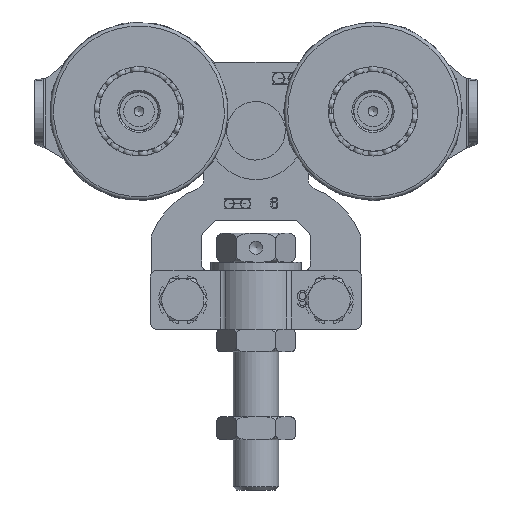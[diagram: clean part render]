
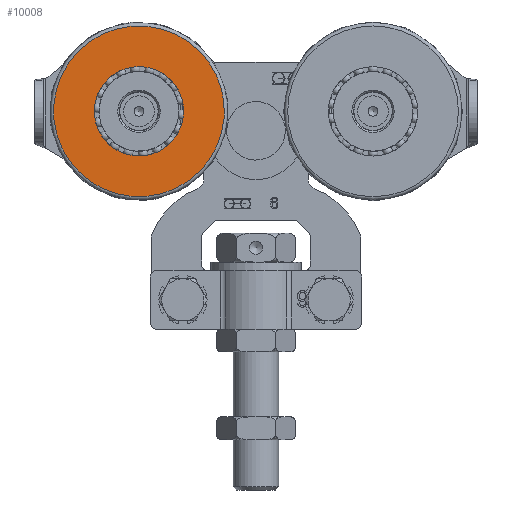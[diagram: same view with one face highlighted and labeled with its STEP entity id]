
A CAD part, front view. The second image highlights one B-rep face of the part: STEP entity #10008.
In plain terms, the highlighted face is planar.
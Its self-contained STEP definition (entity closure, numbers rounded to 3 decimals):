
#529=FACE_BOUND('',#1877,.T.);
#673=PLANE('',#11010);
#1258=FACE_OUTER_BOUND('',#1876,.T.);
#1876=EDGE_LOOP('',(#8008));
#1877=EDGE_LOOP('',(#8009));
#4082=CIRCLE('',#11008,26.262);
#4084=CIRCLE('',#11011,13.75);
#4757=VERTEX_POINT('',#17986);
#4758=VERTEX_POINT('',#17990);
#5930=EDGE_CURVE('',#4757,#4757,#4082,.T.);
#5932=EDGE_CURVE('',#4758,#4758,#4084,.T.);
#8008=ORIENTED_EDGE('',*,*,#5930,.F.);
#8009=ORIENTED_EDGE('',*,*,#5932,.T.);
#10008=ADVANCED_FACE('',(#1258,#529),#673,.T.);
#11008=AXIS2_PLACEMENT_3D('',#17987,#12650,#12651);
#11010=AXIS2_PLACEMENT_3D('',#17989,#12654,#12655);
#11011=AXIS2_PLACEMENT_3D('',#17991,#12656,#12657);
#12650=DIRECTION('center_axis',(1.,0.,0.));
#12651=DIRECTION('ref_axis',(0.,0.,-1.));
#12654=DIRECTION('center_axis',(-1.,0.,0.));
#12655=DIRECTION('ref_axis',(0.,0.,1.));
#12656=DIRECTION('center_axis',(1.,0.,0.));
#12657=DIRECTION('ref_axis',(0.,0.,-1.));
#17986=CARTESIAN_POINT('',(0.,0.,-26.262));
#17987=CARTESIAN_POINT('Origin',(0.,0.,0.));
#17989=CARTESIAN_POINT('Origin',(0.,0.,0.));
#17990=CARTESIAN_POINT('',(0.,0.,13.75));
#17991=CARTESIAN_POINT('Origin',(0.,0.,0.));
